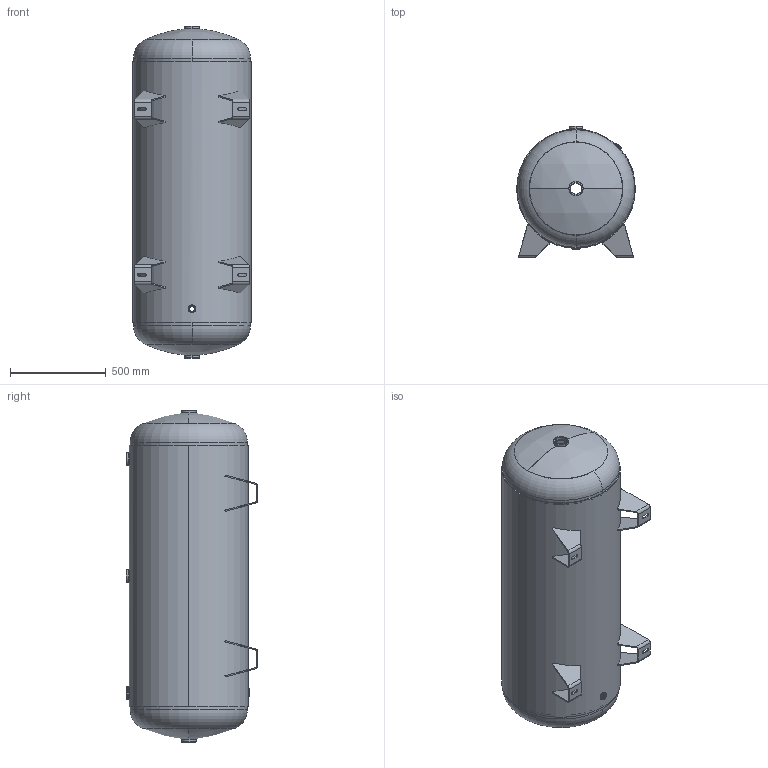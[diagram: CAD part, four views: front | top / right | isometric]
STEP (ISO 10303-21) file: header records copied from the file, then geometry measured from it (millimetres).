
FILE_DESCRIPTION (( 'STEP AP203' ), '1' );
FILE_NAME ('302479.STEP', '2012-03-06T16:27:52', ( '' ), ( '' ), 'SwSTEP 2.0', 'SolidWorks 2011', '' );
FILE_SCHEMA (( 'CONFIG_CONTROL_DESIGN' ));
Length unit declared in the file: inch
Products named in the file (1): 302479
Bounding box: 618.95 x 685.9 x 1731.16 mm (x, y, z)
Surface area: 6948637.8 mm2 (no closed solid volume)
Topology: 0 solids, 23 shells, 256 faces, 641 edges, 402 vertices
Faces by surface type: cylinder 95, plane 86, torus 40, bspline 27, sphere 8
Full cylindrical faces by diameter (mm): 609.6 x1, 618.947 x1
Entity records: 10290 total; most frequent: CARTESIAN_POINT 4239, DIRECTION 1268, ORIENTED_EDGE 1168, EDGE_CURVE 641, AXIS2_PLACEMENT_3D 526, VERTEX_POINT 402, CIRCLE 296, EDGE_LOOP 286
